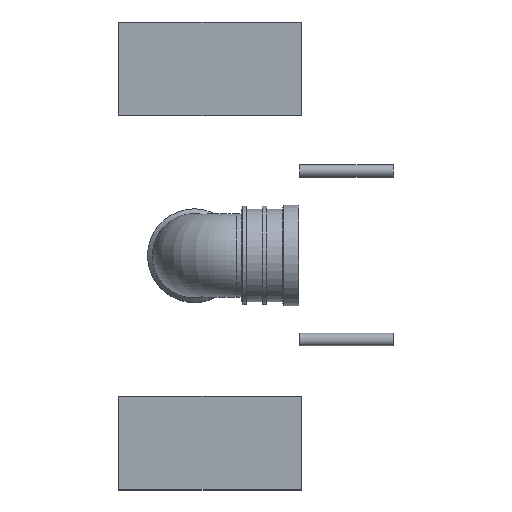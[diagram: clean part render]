
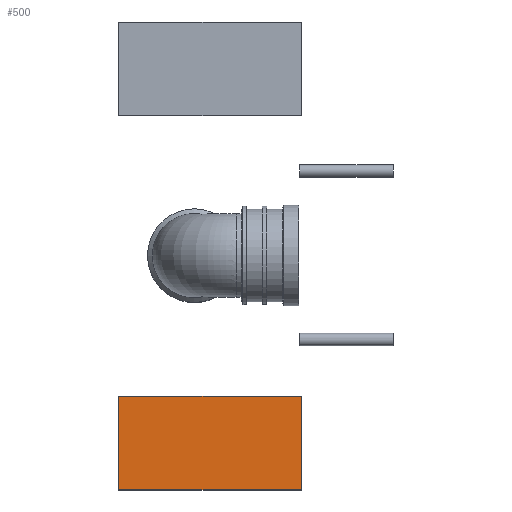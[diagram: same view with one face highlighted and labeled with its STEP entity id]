
A CAD part, top view. The second image highlights one B-rep face of the part: STEP entity #500.
In plain terms, the highlighted planar face has unit normal (0, 0, 1).
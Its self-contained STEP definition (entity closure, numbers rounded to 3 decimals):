
#34=LINE('',#833,#58);
#38=LINE('',#842,#62);
#41=LINE('',#848,#65);
#44=LINE('',#854,#68);
#58=VECTOR('',#683,1000.);
#62=VECTOR('',#689,1000.);
#65=VECTOR('',#694,1000.);
#68=VECTOR('',#699,1000.);
#121=PLANE('',#605);
#160=ORIENTED_EDGE('',*,*,#246,.F.);
#161=ORIENTED_EDGE('',*,*,#256,.F.);
#162=ORIENTED_EDGE('',*,*,#253,.F.);
#163=ORIENTED_EDGE('',*,*,#250,.F.);
#246=EDGE_CURVE('',#301,#302,#34,.T.);
#250=EDGE_CURVE('',#302,#305,#38,.T.);
#253=EDGE_CURVE('',#305,#307,#41,.T.);
#256=EDGE_CURVE('',#307,#301,#44,.T.);
#301=VERTEX_POINT('',#834);
#302=VERTEX_POINT('',#835);
#305=VERTEX_POINT('',#843);
#307=VERTEX_POINT('',#849);
#375=EDGE_LOOP('',(#160,#161,#162,#163));
#432=FACE_BOUND('',#375,.T.);
#500=ADVANCED_FACE('',(#432),#121,.F.);
#605=AXIS2_PLACEMENT_3D('',#857,#703,#704);
#683=DIRECTION('',(0.,1.,0.));
#689=DIRECTION('',(1.,0.,0.));
#694=DIRECTION('',(0.,-1.,0.));
#699=DIRECTION('',(-1.,0.,0.));
#703=DIRECTION('',(0.,0.,-1.));
#704=DIRECTION('',(-1.,0.,0.));
#833=CARTESIAN_POINT('',(-194.25,0.,-1222.5));
#834=CARTESIAN_POINT('',(-194.25,0.,-1222.5));
#835=CARTESIAN_POINT('',(-194.25,100.,-1222.5));
#842=CARTESIAN_POINT('',(-194.25,100.,-1222.5));
#843=CARTESIAN_POINT('',(0.75,100.,-1222.5));
#848=CARTESIAN_POINT('',(0.75,100.,-1222.5));
#849=CARTESIAN_POINT('',(0.75,0.,-1222.5));
#854=CARTESIAN_POINT('',(0.75,0.,-1222.5));
#857=CARTESIAN_POINT('',(-194.25,100.,-1222.5));
